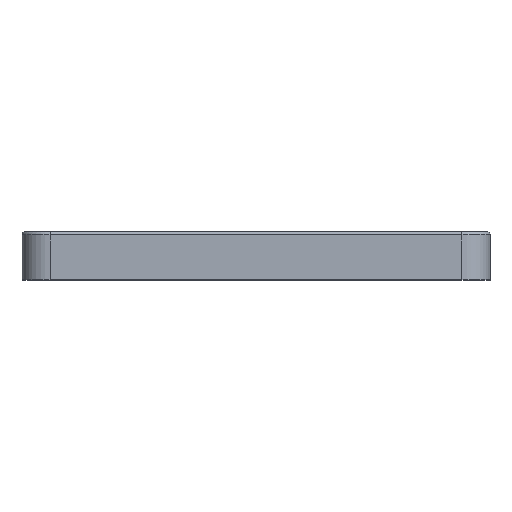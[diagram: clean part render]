
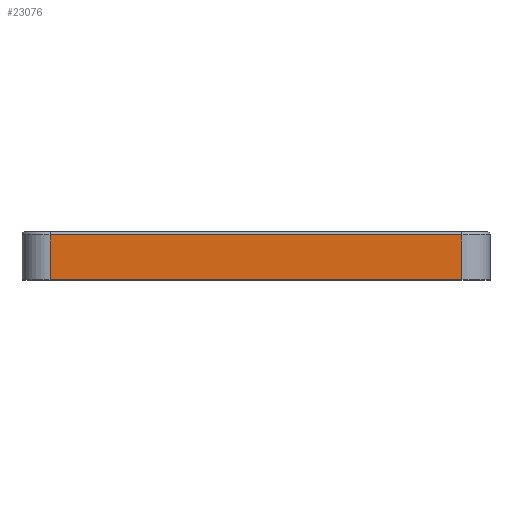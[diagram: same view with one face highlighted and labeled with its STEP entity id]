
A CAD part, top view. The second image highlights one B-rep face of the part: STEP entity #23076.
In plain terms, the highlighted planar face has unit normal (0, 0, 1).
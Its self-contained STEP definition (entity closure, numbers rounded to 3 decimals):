
#654 = LINE ( 'NONE', #20214, #670 ) ;
#665 = LINE ( 'NONE', #20098, #668 ) ;
#668 = VECTOR ( 'NONE', #19692, 1000. ) ;
#670 = VECTOR ( 'NONE', #20206, 1000. ) ;
#673 = LINE ( 'NONE', #20618, #675 ) ;
#675 = VECTOR ( 'NONE', #19707, 1000. ) ;
#859 = LINE ( 'NONE', #1719, #861 ) ;
#861 = VECTOR ( 'NONE', #1720, 1000. ) ;
#1719 = CARTESIAN_POINT ( 'NONE',  ( 183., -3., 158. ) ) ;
#1720 = DIRECTION ( 'NONE',  ( -1., 0., 0. ) ) ;
#2998 = VERTEX_POINT ( 'NONE', #29254 ) ;
#3003 = VERTEX_POINT ( 'NONE', #29266 ) ;
#3007 = VERTEX_POINT ( 'NONE', #29193 ) ;
#3015 = VERTEX_POINT ( 'NONE', #29351 ) ;
#3918 = ORIENTED_EDGE ( 'NONE', *, *, #5347, .T. ) ;
#3919 = ORIENTED_EDGE ( 'NONE', *, *, #5344, .T. ) ;
#3920 = ORIENTED_EDGE ( 'NONE', *, *, #5343, .T. ) ;
#3921 = ORIENTED_EDGE ( 'NONE', *, *, #10913, .F. ) ;
#5343 = EDGE_CURVE ( 'NONE', #3015, #3007, #665, .T. ) ;
#5344 = EDGE_CURVE ( 'NONE', #3003, #3015, #654, .T. ) ;
#5347 = EDGE_CURVE ( 'NONE', #2998, #3003, #673, .T. ) ;
#9161 = FACE_OUTER_BOUND ( 'NONE', #13281, .T. ) ;
#10913 = EDGE_CURVE ( 'NONE', #2998, #3007, #859, .T. ) ;
#13281 = EDGE_LOOP ( 'NONE', ( #3918, #3919, #3920, #3921 ) ) ;
#16434 = CARTESIAN_POINT ( 'NONE',  ( -208., 50., 158. ) ) ;
#16444 = PLANE ( 'NONE',  #30151 ) ;
#16449 = DIRECTION ( 'NONE',  ( 0., 0., -1. ) ) ;
#16450 = DIRECTION ( 'NONE',  ( -1., 0., 0. ) ) ;
#19692 = DIRECTION ( 'NONE',  ( 0., -1., 0. ) ) ;
#19707 = DIRECTION ( 'NONE',  ( 0., 1., 0. ) ) ;
#20098 = CARTESIAN_POINT ( 'NONE',  ( -183., 50., 158. ) ) ;
#20206 = DIRECTION ( 'NONE',  ( -1., 0., 0. ) ) ;
#20214 = CARTESIAN_POINT ( 'NONE',  ( -183., 37., 158. ) ) ;
#20618 = CARTESIAN_POINT ( 'NONE',  ( 183., 50., 158. ) ) ;
#23076 = ADVANCED_FACE ( 'NONE', ( #9161 ), #16444, .F. ) ;
#29193 = CARTESIAN_POINT ( 'NONE',  ( -183., -3., 158. ) ) ;
#29254 = CARTESIAN_POINT ( 'NONE',  ( 183., -3., 158. ) ) ;
#29266 = CARTESIAN_POINT ( 'NONE',  ( 183., 37., 158. ) ) ;
#29351 = CARTESIAN_POINT ( 'NONE',  ( -183., 37., 158. ) ) ;
#30151 = AXIS2_PLACEMENT_3D ( 'NONE', #16434, #16449, #16450 ) ;
